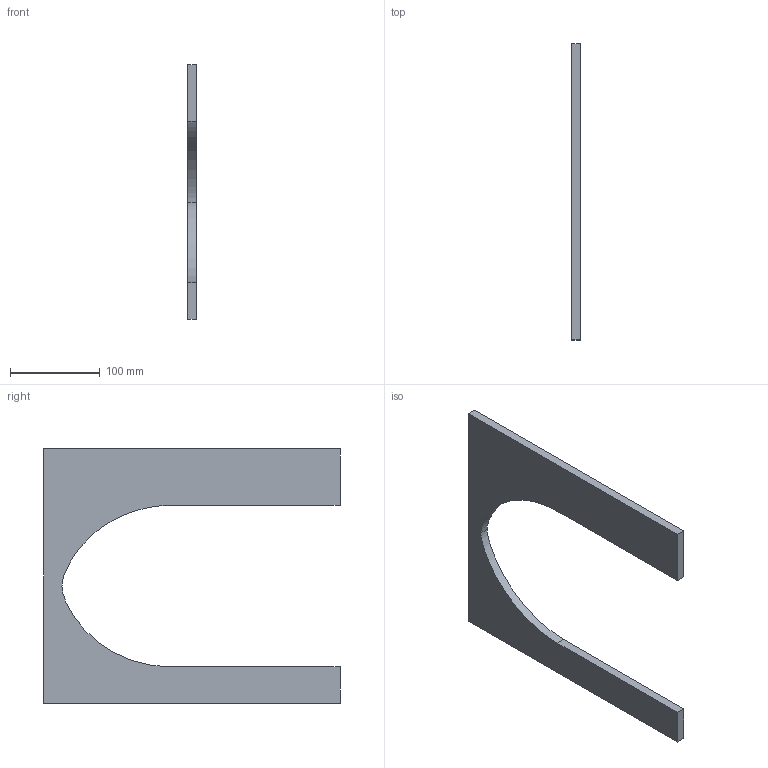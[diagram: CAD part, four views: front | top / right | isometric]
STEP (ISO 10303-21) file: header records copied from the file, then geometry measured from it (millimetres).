
FILE_DESCRIPTION(/* description */ (''),/* implementation_level */ '2;1');
FILE_NAME(/* name */ '',/* time_stamp */ '2024-07-04T14:02:19+09:00',/* author */ (''),/* organization */ (''),/* preprocessor_version */ 'ST-DEVELOPER v20',/* originating_system */ 'Autodesk Translation Framework v13.14.0.145',/* authorisation */ '');
FILE_SCHEMA (('AUTOMOTIVE_DESIGN { 1 0 10303 214 3 1 1 }'));
Length unit declared in the file: millimetre
Products named in the file (1): duct治具
Bounding box: 10 x 330 x 283.28 mm (x, y, z)
Volume: 430974.5 mm3; surface area: 103703.4 mm2
Topology: 1 solids, 1 shells, 11 faces, 27 edges, 18 vertices
Faces by surface type: plane 9, bspline 2
Entity records: 448 total; most frequent: CARTESIAN_POINT 171, ORIENTED_EDGE 54, DIRECTION 43, EDGE_CURVE 27, LINE 23, VECTOR 23, VERTEX_POINT 18, FACE_OUTER_BOUND 11
